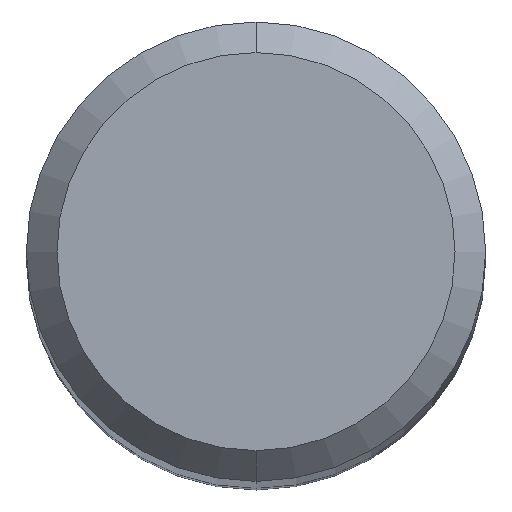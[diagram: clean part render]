
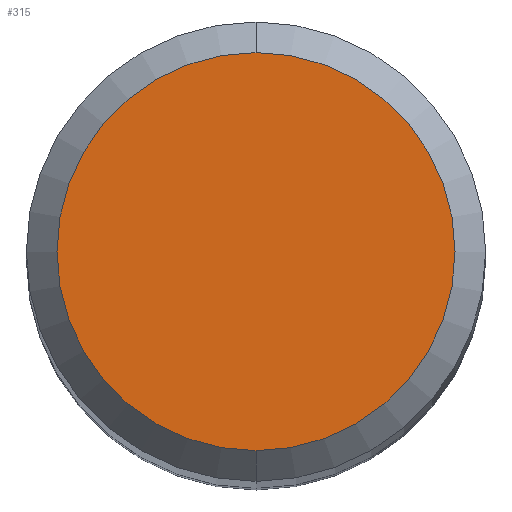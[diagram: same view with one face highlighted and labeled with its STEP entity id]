
A CAD part, top view. The second image highlights one B-rep face of the part: STEP entity #315.
In plain terms, the highlighted planar face has unit normal (0, 0, 1).
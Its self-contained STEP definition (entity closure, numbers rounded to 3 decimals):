
#315=ADVANCED_FACE('',(#599),#600,.T.);
#335=VERTEX_POINT('',#622);
#347=EDGE_CURVE('',#371,#335,#634,.T.);
#371=VERTEX_POINT('',#659);
#373=EDGE_CURVE('',#335,#371,#661,.T.);
#599=FACE_OUTER_BOUND('',#1031,.T.);
#600=PLANE('',#1032);
#622=CARTESIAN_POINT('',(0.,-2.6,0.0));
#634=CIRCLE('',#1141,2.6);
#659=CARTESIAN_POINT('',(0.0,2.6,0.0));
#661=CIRCLE('',#1204,2.6);
#1031=EDGE_LOOP('',(#1475,#1476));
#1032=AXIS2_PLACEMENT_3D('',#1477,#1478,#1479);
#1141=AXIS2_PLACEMENT_3D('',#1506,#1507,#1508);
#1204=AXIS2_PLACEMENT_3D('',#1531,#1532,#1533);
#1475=ORIENTED_EDGE('',*,*,#347,.F.);
#1476=ORIENTED_EDGE('',*,*,#373,.F.);
#1477=CARTESIAN_POINT('',(0.0,1.3,0.0));
#1478=DIRECTION('',(-0.0,0.0,1.0));
#1479=DIRECTION('',(0.0,-1.0,0.0));
#1506=CARTESIAN_POINT('',(0.0,0.0,0.0));
#1507=DIRECTION('',(0.0,0.0,-1.0));
#1508=DIRECTION('',(0.0,1.0,0.0));
#1531=CARTESIAN_POINT('',(0.0,0.0,0.0));
#1532=DIRECTION('',(0.0,0.0,-1.0));
#1533=DIRECTION('',(0.0,1.0,0.0));
